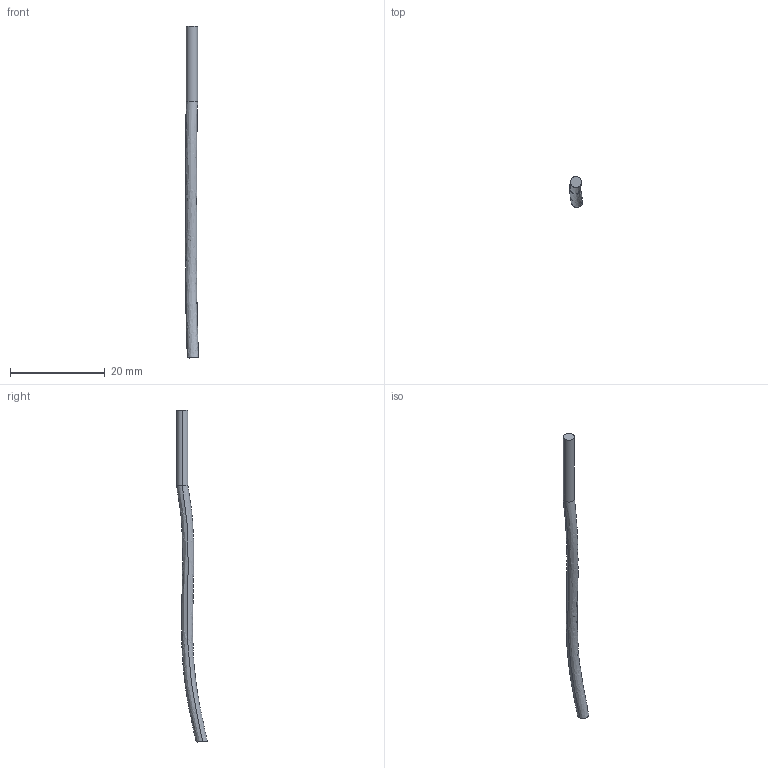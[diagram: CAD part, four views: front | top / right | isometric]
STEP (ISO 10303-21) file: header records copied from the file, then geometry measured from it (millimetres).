
FILE_DESCRIPTION (( 'STEP AP214' ), '1' );
FILE_NAME ('39910~0.STEP', '2020-08-06T14:57:53', ( '' ), ( '' ), 'SwSTEP 2.0', 'SolidWorks 2018', '' );
FILE_SCHEMA (( 'AUTOMOTIVE_DESIGN' ));
Length unit declared in the file: millimetre
Products named in the file (1): 39910~0
Bounding box: 2.77 x 6.51 x 70.02 mm (x, y, z)
Volume: 314.4 mm3; surface area: 536 mm2
Topology: 1 solids, 1 shells, 6 faces, 10 edges, 6 vertices
Faces by surface type: cylinder 2, bspline 2, plane 2
Entity records: 388 total; most frequent: CARTESIAN_POINT 179, DIRECTION 24, ORIENTED_EDGE 20, AXIS2_PLACEMENT_3D 11, EDGE_CURVE 10, UNCERTAINTY_MEASURE_WITH_UNIT 9, PRESENTATION_LAYER_ASSIGNMENT 8, SURFACE_STYLE_USAGE 8
